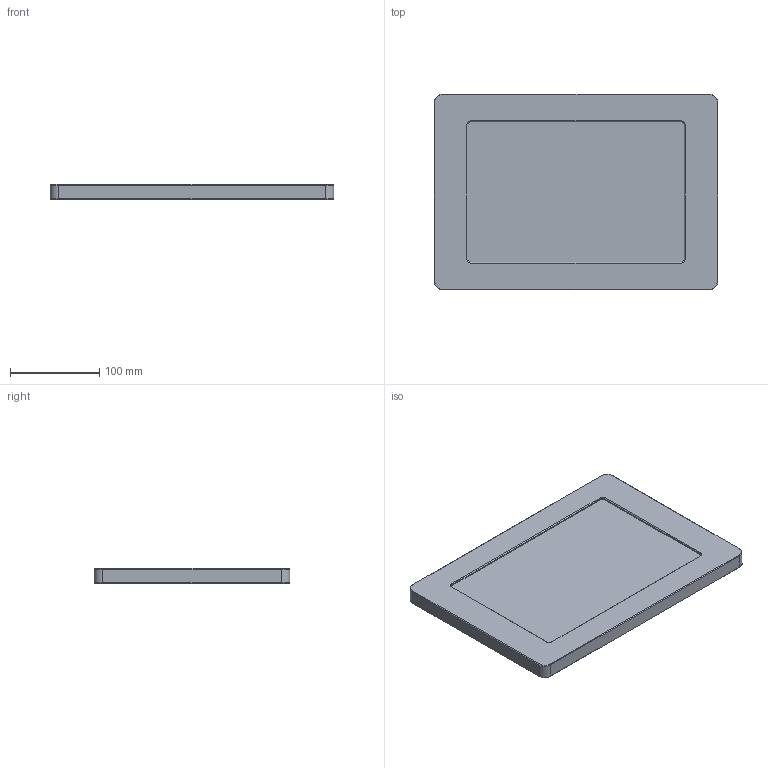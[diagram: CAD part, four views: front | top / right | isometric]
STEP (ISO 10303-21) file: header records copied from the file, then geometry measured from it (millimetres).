
FILE_DESCRIPTION(/* description */ (''),/* implementation_level */ '2;1');
FILE_NAME(/* name */ 'vb_vesa_gta8105.step',/* time_stamp */ '2022-02-23T14:50:15-05:00',/* author */ ('NickC'),/* organization */ (''),/* preprocessor_version */ 'ST-DEVELOPER v17',/* originating_system */ 'Autodesk Inventor 2019',/* authorisation */ '');
FILE_SCHEMA (('AUTOMOTIVE_DESIGN { 1 0 10303 214 3 1 1 }'));
Length unit declared in the file: inch
Products named in the file (1): Part4
Bounding box: 317.88 x 219.07 x 16.89 mm (x, y, z)
Volume: 1088683.4 mm3; surface area: 158436.5 mm2
Topology: 1 solids, 9 shells, 592 faces, 1500 edges, 989 vertices
Faces by surface type: plane 461, cone 92, cylinder 39
Full cylindrical faces by diameter (mm): 2.438 x26, 3.251 x4, 38.1 x1
Entity records: 17929 total; most frequent: CARTESIAN_POINT 3202, ORIENTED_EDGE 2984, DIRECTION 2847, EDGE_CURVE 1492, LINE 1195, VECTOR 1195, VERTEX_POINT 989, AXIS2_PLACEMENT_3D 826
